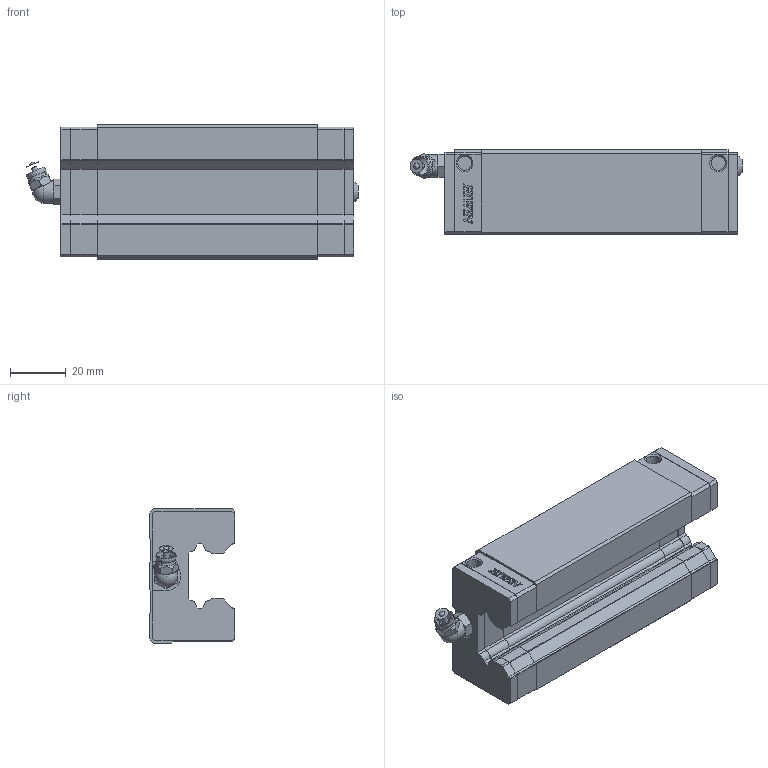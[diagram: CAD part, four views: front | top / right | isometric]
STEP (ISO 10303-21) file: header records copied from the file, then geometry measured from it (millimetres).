
FILE_DESCRIPTION(/* description */ (''),/* implementation_level */ '2;1');
FILE_NAME(/* name */ 'HGL25HAZ0C_GW202311001839.stp',/* time_stamp */ '2023-11-01T22:16:40+08:00',/* author */ ('user'),/* organization */ (''),/* preprocessor_version */ 'ST-DEVELOPER v17',/* originating_system */ 'Autodesk Inventor 2018',/* authorisation */ '');
FILE_SCHEMA (('AUTOMOTIVE_DESIGN { 1 0 10303 214 3 1 1 }'));
Products named in the file (4): HGL25HAZ0C_GW202311001839; HGL25H_右封_temp; 34320001; M6H
Assembly tree (3 placements, depth 2):
  HGL25HAZ0C_GW202311001839
    HGL25H_右封_temp
    34320001
    M6H
Bounding box: 118.6 x 30.5 x 48 mm (x, y, z)
Volume: 115933.9 mm3; surface area: 32631.1 mm2
Topology: 7 solids, 8 shells, 652 faces, 1801 edges, 1184 vertices
Faces by surface type: plane 499, cylinder 131, cone 14, bspline 4, sphere 3, torus 1
Full cylindrical faces by diameter (mm): 1 x2, 2 x1, 4.917 x4, 5 x4, 6 x6, 7.3 x2, 8 x2
Entity records: 21060 total; most frequent: CARTESIAN_POINT 3999, ORIENTED_EDGE 3596, DIRECTION 3431, EDGE_CURVE 1798, LINE 1433, VECTOR 1433, VERTEX_POINT 1184, AXIS2_PLACEMENT_3D 999
